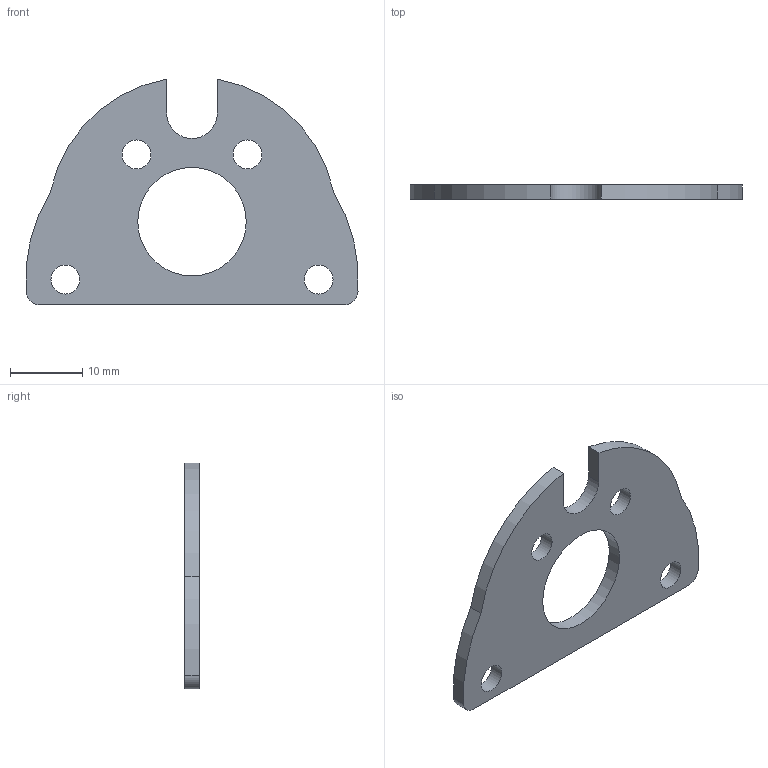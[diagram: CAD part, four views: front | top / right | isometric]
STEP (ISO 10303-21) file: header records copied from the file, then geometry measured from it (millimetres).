
FILE_DESCRIPTION(/* description */ (''),/* implementation_level */ '2;1');
FILE_NAME(/* name */ '16-Chasis-secondary.step',/* time_stamp */ '2018-10-08T16:53:22+02:00',/* author */ ('Rodrigo HC'),/* organization */ (''),/* preprocessor_version */ 'ST-DEVELOPER v16.1',/* originating_system */ 'Autodesk Inventor 2016',/* authorisation */ '');
FILE_SCHEMA (('AUTOMOTIVE_DESIGN { 1 0 10303 214 3 1 1 }'));
Length unit declared in the file: millimetre
Products named in the file (1): 16-Chasis-secondary
Bounding box: 45.88 x 2 x 31.19 mm (x, y, z)
Volume: 1747.7 mm3; surface area: 2231.6 mm2
Topology: 1 solids, 1 shells, 17 faces, 45 edges, 30 vertices
Faces by surface type: cylinder 12, plane 5
Full cylindrical faces by diameter (mm): 4 x4, 15 x1
Entity records: 562 total; most frequent: DIRECTION 100, CARTESIAN_POINT 88, ORIENTED_EDGE 80, AXIS2_PLACEMENT_3D 42, EDGE_CURVE 40, EDGE_LOOP 32, VERTEX_POINT 30, CIRCLE 24
